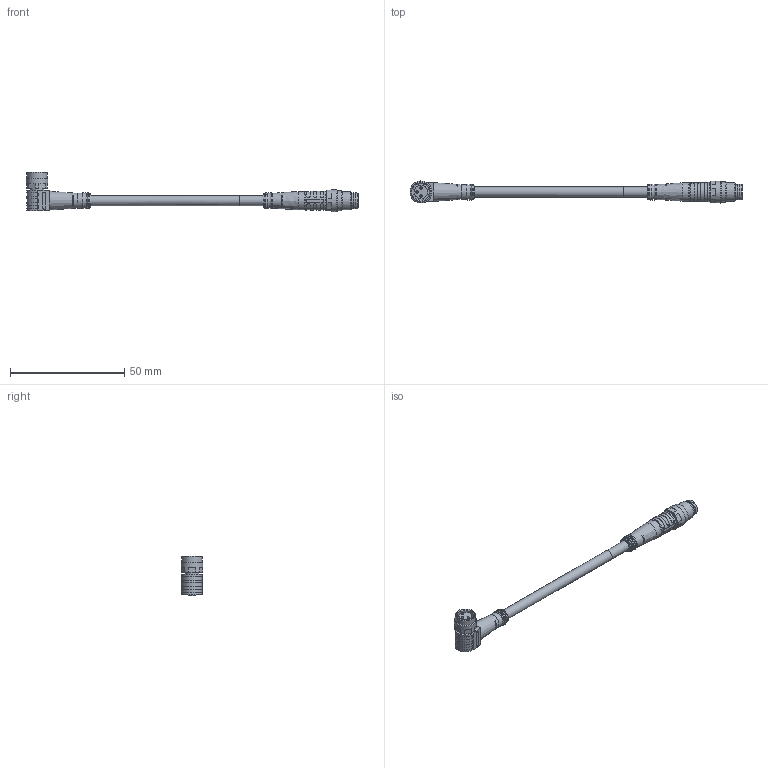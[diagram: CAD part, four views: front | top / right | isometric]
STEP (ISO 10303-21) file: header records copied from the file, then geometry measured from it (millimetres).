
FILE_DESCRIPTION(/* description */ (''),/* implementation_level */ '2;1');
FILE_NAME(/* name */ 'VKxxRF70.stp',/* time_stamp */ '2015-09-09T13:40:16+02:00',/* author */ ('Wattenberg'),/* organization */ (''),/* preprocessor_version */ 'ST-DEVELOPER v15.2',/* originating_system */ 'Autodesk Inventor 2014',/* authorisation */ '');
FILE_SCHEMA (('AUTOMOTIVE_DESIGN { 1 0 10303 214 3 1 1 }'));
Length unit declared in the file: millimetre
Products named in the file (3): dose_M8_gew_3pol; stk_M8_grd_3pol; VKxxRF70
Bounding box: 145.1 x 9.6 x 17.2 mm (x, y, z)
Volume: 3293.3 mm3; surface area: 4970.2 mm2
Topology: 1 solids, 2 shells, 244 faces, 624 edges, 406 vertices
Faces by surface type: plane 111, cylinder 92, cone 25, torus 10, sphere 5, bspline 1
Full cylindrical faces by diameter (mm): 1 x3, 1.1 x3, 4.4 x2, 5.7 x1, 5.8 x1, 5.9 x2, 6.5 x5, 6.501 x4, 6.9 x1, 7.2 x1, 8 x2, 8.4 x1, 8.8 x2, 9.6 x2
Entity records: 7711 total; most frequent: CARTESIAN_POINT 1925, DIRECTION 1159, ORIENTED_EDGE 1061, EDGE_CURVE 532, AXIS2_PLACEMENT_3D 472, VERTEX_POINT 375, EDGE_LOOP 330, STYLED_ITEM 245
